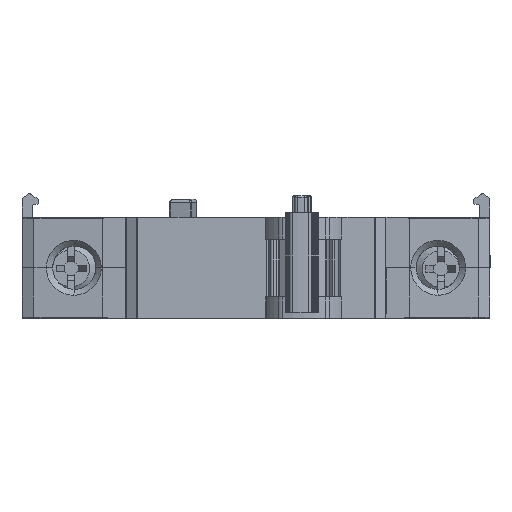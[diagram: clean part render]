
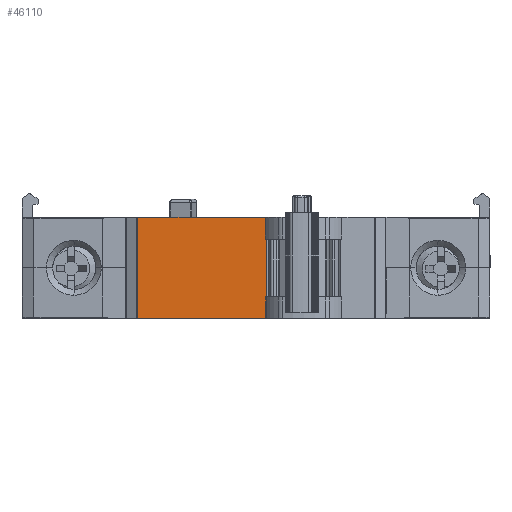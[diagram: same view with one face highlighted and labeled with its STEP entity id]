
A CAD part, left-side view. The second image highlights one B-rep face of the part: STEP entity #46110.
In plain terms, the highlighted planar face has unit normal (-1, 0.013, 0).
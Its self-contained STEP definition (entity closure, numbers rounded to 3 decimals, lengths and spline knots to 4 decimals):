
#877 = VERTEX_POINT ( 'NONE', #4511 ) ;
#2343 = LINE ( 'NONE', #33855, #37117 ) ;
#3219 = EDGE_LOOP ( 'NONE', ( #16555, #33227, #13315, #8373, #52612, #52236 ) ) ;
#4511 = CARTESIAN_POINT ( 'NONE',  ( -0.618, 0.8055, 0. ) ) ;
#6921 = EDGE_CURVE ( 'NONE', #41895, #22102, #36577, .T. ) ;
#8373 = ORIENTED_EDGE ( 'NONE', *, *, #40434, .T. ) ;
#8895 = VECTOR ( 'NONE', #28239, 39.3701 ) ;
#9002 = DIRECTION ( 'NONE',  ( -1., 0.013, 0. ) ) ;
#11483 = DIRECTION ( 'NONE',  ( 0., 0., 1. ) ) ;
#11689 = LINE ( 'NONE', #47936, #58142 ) ;
#13315 = ORIENTED_EDGE ( 'NONE', *, *, #37010, .T. ) ;
#14961 = EDGE_CURVE ( 'NONE', #47112, #22102, #27722, .T. ) ;
#15649 = CARTESIAN_POINT ( 'NONE',  ( -0.6299, -0.0731, 0.689 ) ) ;
#16555 = ORIENTED_EDGE ( 'NONE', *, *, #28292, .F. ) ;
#17355 = CARTESIAN_POINT ( 'NONE',  ( -0.6297, -0.0644, 0.689 ) ) ;
#19500 = LINE ( 'NONE', #15649, #22652 ) ;
#20303 = DIRECTION ( 'NONE',  ( -0.013, -1., 0. ) ) ;
#22102 = VERTEX_POINT ( 'NONE', #28184 ) ;
#22375 = DIRECTION ( 'NONE',  ( -0.013, -1., 0. ) ) ;
#22652 = VECTOR ( 'NONE', #11483, 39.3701 ) ;
#22967 = DIRECTION ( 'NONE',  ( 0., 0., -1. ) ) ;
#23355 = LINE ( 'NONE', #37019, #39505 ) ;
#27722 = LINE ( 'NONE', #36624, #38397 ) ;
#28184 = CARTESIAN_POINT ( 'NONE',  ( -0.6297, -0.0644, 0.5394 ) ) ;
#28239 = DIRECTION ( 'NONE',  ( 0.013, 1., 0. ) ) ;
#28292 = EDGE_CURVE ( 'NONE', #33036, #47112, #11689, .T. ) ;
#28775 = CARTESIAN_POINT ( 'NONE',  ( -0.618, 0.8055, 0.689 ) ) ;
#31789 = AXIS2_PLACEMENT_3D ( 'NONE', #34876, #9002, #22375 ) ;
#33036 = VERTEX_POINT ( 'NONE', #28775 ) ;
#33227 = ORIENTED_EDGE ( 'NONE', *, *, #49776, .T. ) ;
#33266 = DIRECTION ( 'NONE',  ( -0.013, -1., 0. ) ) ;
#33855 = CARTESIAN_POINT ( 'NONE',  ( -0.618, 0.8084, 0. ) ) ;
#34876 = CARTESIAN_POINT ( 'NONE',  ( -0.618, 0.8084, 0.689 ) ) ;
#36577 = LINE ( 'NONE', #54698, #8895 ) ;
#36624 = CARTESIAN_POINT ( 'NONE',  ( -0.6297, -0.0644, 0.5394 ) ) ;
#37010 = EDGE_CURVE ( 'NONE', #877, #51250, #2343, .T. ) ;
#37019 = CARTESIAN_POINT ( 'NONE',  ( -0.618, 0.8055, 0.689 ) ) ;
#37117 = VECTOR ( 'NONE', #33266, 39.3701 ) ;
#38397 = VECTOR ( 'NONE', #22967, 39.3701 ) ;
#39505 = VECTOR ( 'NONE', #55137, 39.3701 ) ;
#39925 = FACE_OUTER_BOUND ( 'NONE', #3219, .T. ) ;
#40434 = EDGE_CURVE ( 'NONE', #51250, #41895, #19500, .T. ) ;
#41895 = VERTEX_POINT ( 'NONE', #57876 ) ;
#44977 = PLANE ( 'NONE',  #31789 ) ;
#46110 = ADVANCED_FACE ( 'NONE', ( #39925 ), #44977, .T. ) ;
#47112 = VERTEX_POINT ( 'NONE', #17355 ) ;
#47936 = CARTESIAN_POINT ( 'NONE',  ( -0.618, 0.8055, 0.689 ) ) ;
#49776 = EDGE_CURVE ( 'NONE', #33036, #877, #23355, .T. ) ;
#51250 = VERTEX_POINT ( 'NONE', #57783 ) ;
#52236 = ORIENTED_EDGE ( 'NONE', *, *, #14961, .F. ) ;
#52612 = ORIENTED_EDGE ( 'NONE', *, *, #6921, .T. ) ;
#54698 = CARTESIAN_POINT ( 'NONE',  ( -0.618, 0.8084, 0.5394 ) ) ;
#55137 = DIRECTION ( 'NONE',  ( 0., 0., -1. ) ) ;
#57783 = CARTESIAN_POINT ( 'NONE',  ( -0.6299, -0.0731, 0. ) ) ;
#57876 = CARTESIAN_POINT ( 'NONE',  ( -0.6299, -0.0731, 0.5394 ) ) ;
#58142 = VECTOR ( 'NONE', #20303, 39.3701 ) ;
